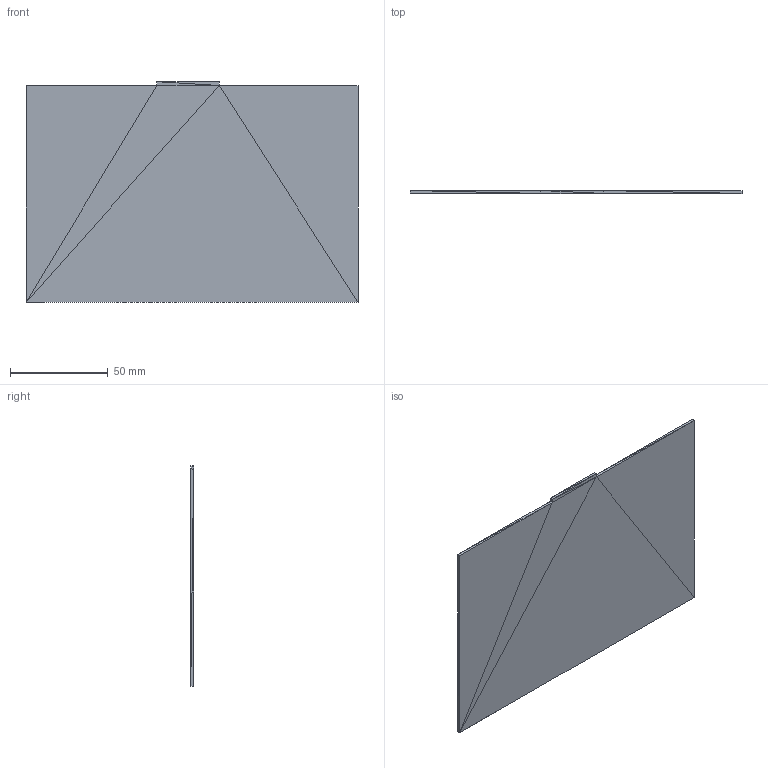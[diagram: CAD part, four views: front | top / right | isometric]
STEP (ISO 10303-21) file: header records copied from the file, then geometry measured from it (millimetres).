
FILE_DESCRIPTION(('FreeCAD Model'),'2;1');
FILE_NAME('Open CASCADE Shape Model','2021-06-06T23:06:23',('Author'),( ''),'Open CASCADE STEP processor 7.5','FreeCAD','Unknown');
FILE_SCHEMA(('AUTOMOTIVE_DESIGN { 1 0 10303 214 1 1 1 1 }'));
Length unit declared in the file: millimetre
Products named in the file (1): Waveshare_7_5_V1_1_Waveshare_7_5_HD_v2_Body1_Waveshare_7_5_HD_v2001001
Bounding box: 170 x 1.7 x 113 mm (x, y, z)
Surface area: 38821.8 mm2 (no closed solid volume)
Topology: 0 solids, 1 shells, 44 faces, 66 edges, 24 vertices
Faces by surface type: plane 44
Entity records: 1684 total; most frequent: CARTESIAN_POINT 333, DIRECTION 222, ORIENTED_EDGE 132, LINE 132, VECTOR 132, PCURVE 132, DEFINITIONAL_REPRESENTATION 132, EDGE_CURVE 66
